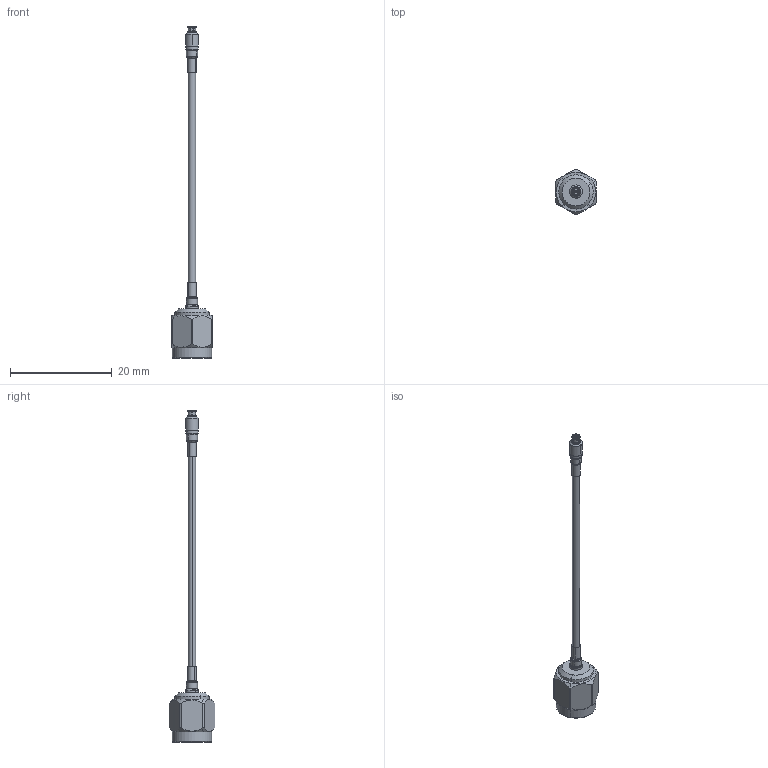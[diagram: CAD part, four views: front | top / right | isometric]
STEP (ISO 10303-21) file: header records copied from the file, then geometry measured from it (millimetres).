
FILE_DESCRIPTION (( 'STEP AP214' ), '1' );
FILE_NAME ('FMCA9969_3D.step', '2023-09-25T22:13:54', ( '' ), ( '' ), 'SwSTEP 2.0', 'SolidWorks 2022', '' );
FILE_SCHEMA (( 'AUTOMOTIVE_DESIGN' ));
Length unit declared in the file: inch
Products named in the file (5): Copy of PE44757^FMCA9969; Copy of PE45893^FMCA9969; Copy of 047_HeatShrink^FMCA9969; Copy of PE-P047 Cable New^FMCA9969; FMCA9969_3D
Assembly tree (5 placements, depth 2):
  FMCA9969_3D
    Copy of PE-P047 Cable New^FMCA9969
    Copy of PE45893^FMCA9969
    Copy of PE44757^FMCA9969
    Copy of 047_HeatShrink^FMCA9969  x2
Bounding box: 7.94 x 8.99 x 65.35 mm (x, y, z)
Volume: 508.2 mm3; surface area: 902.7 mm2
Topology: 5 solids, 5 shells, 222 faces, 545 edges, 341 vertices
Faces by surface type: cylinder 80, plane 69, cone 38, torus 30, bspline 5
Entity records: 8779 total; most frequent: CARTESIAN_POINT 3605, DIRECTION 1023, ORIENTED_EDGE 1010, EDGE_CURVE 505, AXIS2_PLACEMENT_3D 415, VERTEX_POINT 321, EDGE_LOOP 216, CIRCLE 210
